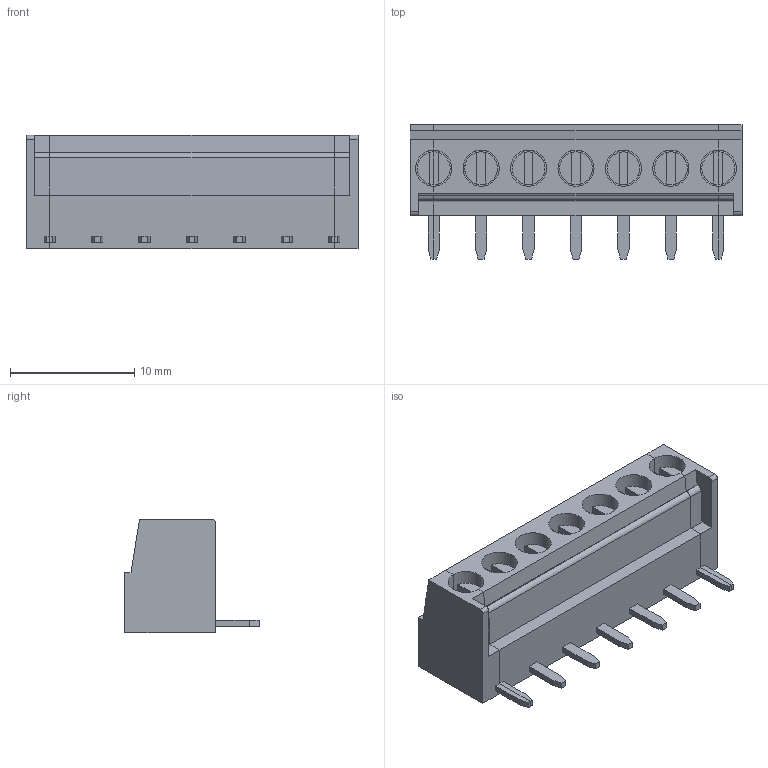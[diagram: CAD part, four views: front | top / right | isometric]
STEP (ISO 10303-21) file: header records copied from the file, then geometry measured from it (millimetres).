
FILE_DESCRIPTION( ( 'Unknown' ), '1' );
FILE_NAME( '691243300007.stp', 'Unknown', ( 'Unknown' ), ( 'Unknown' ), 'PSStep 17.0.49', 'Unknown', ' ' );
FILE_SCHEMA( ( 'AUTOMOTIVE_DESIGN { 1 0 10303 214 1 1 1 1 }' ) );
Length unit declared in the file: millimetre
Products named in the file (4): Assem1; CPA3.81SQ_DX; CPA3.81SQ_SX; CPA3.81SQ_CNT
Assembly tree (3 placements, depth 2):
  Assem1
    CPA3.81SQ_DX
    CPA3.81SQ_SX
    CPA3.81SQ_CNT
Bounding box: 26.67 x 10.8 x 9.1 mm (x, y, z)
Volume: 1300.7 mm3; surface area: 1713.6 mm2
Topology: 3 solids, 3 shells, 317 faces, 835 edges, 549 vertices
Faces by surface type: plane 294, cylinder 23
Full cylindrical faces by diameter (mm): 2.634 x5, 2.9 x5
Entity records: 12080 total; most frequent: CARTESIAN_POINT 1675, ORIENTED_EDGE 1630, DIRECTION 1526, EDGE_CURVE 815, LINE 746, VECTOR 746, VERTEX_POINT 539, AXIS2_PLACEMENT_3D 390
